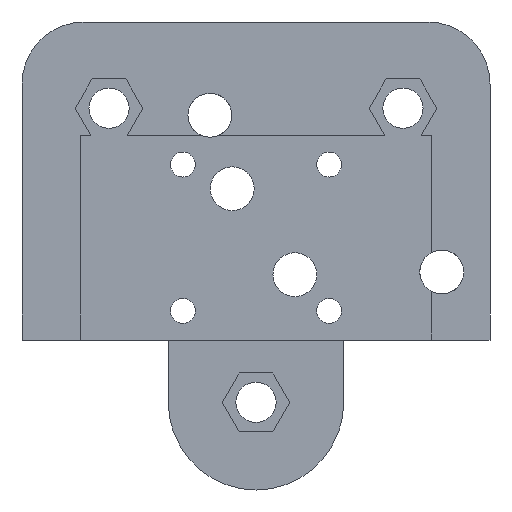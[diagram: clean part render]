
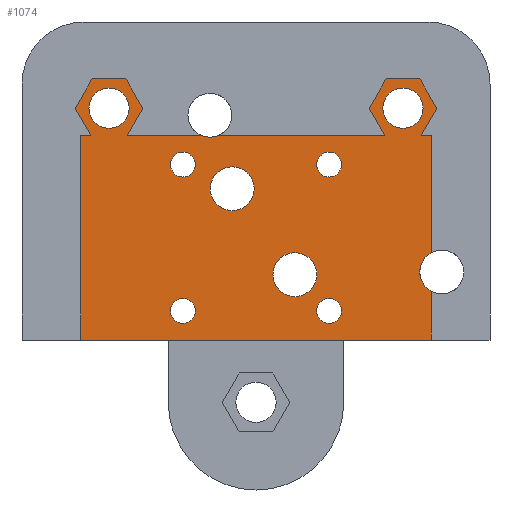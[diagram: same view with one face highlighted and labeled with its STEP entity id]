
A CAD part, front view. The second image highlights one B-rep face of the part: STEP entity #1074.
In plain terms, the highlighted planar face has unit normal (0, -1, 0).
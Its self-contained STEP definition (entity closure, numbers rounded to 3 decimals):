
#16=FACE_BOUND('',#168,.T.);
#17=FACE_BOUND('',#169,.T.);
#18=FACE_BOUND('',#170,.T.);
#19=FACE_BOUND('',#171,.T.);
#20=FACE_BOUND('',#172,.T.);
#21=FACE_BOUND('',#173,.T.);
#22=FACE_BOUND('',#174,.T.);
#23=FACE_BOUND('',#175,.T.);
#54=PLANE('',#1155);
#112=FACE_OUTER_BOUND('',#167,.T.);
#167=EDGE_LOOP('',(#845,#846,#847,#848,#849,#850,#851,#852,#853,#854,#855,
#856,#857,#858,#859,#860,#861,#862,#863,#864,#865,#866,#867));
#168=EDGE_LOOP('',(#868));
#169=EDGE_LOOP('',(#869));
#170=EDGE_LOOP('',(#870));
#171=EDGE_LOOP('',(#871));
#172=EDGE_LOOP('',(#872));
#173=EDGE_LOOP('',(#873));
#174=EDGE_LOOP('',(#874));
#175=EDGE_LOOP('',(#875));
#244=LINE('',#1593,#361);
#247=LINE('',#1599,#364);
#250=LINE('',#1605,#367);
#253=LINE('',#1611,#370);
#255=LINE('',#1616,#372);
#260=LINE('',#1626,#377);
#263=LINE('',#1632,#380);
#266=LINE('',#1638,#383);
#269=LINE('',#1644,#386);
#271=LINE('',#1649,#388);
#275=LINE('',#1656,#392);
#276=LINE('',#1659,#393);
#277=LINE('',#1661,#394);
#278=LINE('',#1663,#395);
#279=LINE('',#1665,#396);
#280=LINE('',#1667,#397);
#281=LINE('',#1673,#398);
#282=LINE('',#1674,#399);
#283=LINE('',#1676,#400);
#284=LINE('',#1679,#401);
#361=VECTOR('',#1295,10.);
#364=VECTOR('',#1300,10.);
#367=VECTOR('',#1305,10.);
#370=VECTOR('',#1310,10.);
#372=VECTOR('',#1314,10.);
#377=VECTOR('',#1321,10.);
#380=VECTOR('',#1326,10.);
#383=VECTOR('',#1331,10.);
#386=VECTOR('',#1336,10.);
#388=VECTOR('',#1340,10.);
#392=VECTOR('',#1346,10.);
#393=VECTOR('',#1349,10.);
#394=VECTOR('',#1350,10.);
#395=VECTOR('',#1351,10.);
#396=VECTOR('',#1352,10.);
#397=VECTOR('',#1353,10.);
#398=VECTOR('',#1358,10.);
#399=VECTOR('',#1359,10.);
#400=VECTOR('',#1360,10.);
#401=VECTOR('',#1363,10.);
#451=CIRCLE('',#1120,1.7);
#454=CIRCLE('',#1125,1.7);
#457=CIRCLE('',#1130,1.7);
#460=CIRCLE('',#1135,1.7);
#462=CIRCLE('',#1156,3.);
#463=CIRCLE('',#1157,3.);
#464=CIRCLE('',#1158,3.);
#465=CIRCLE('',#1159,2.75);
#466=CIRCLE('',#1160,2.75);
#467=CIRCLE('',#1161,3.);
#468=CIRCLE('',#1162,3.);
#487=VERTEX_POINT('',#1513);
#490=VERTEX_POINT('',#1523);
#493=VERTEX_POINT('',#1533);
#496=VERTEX_POINT('',#1543);
#511=VERTEX_POINT('',#1587);
#513=VERTEX_POINT('',#1591);
#515=VERTEX_POINT('',#1597);
#517=VERTEX_POINT('',#1603);
#519=VERTEX_POINT('',#1609);
#520=VERTEX_POINT('',#1613);
#523=VERTEX_POINT('',#1620);
#525=VERTEX_POINT('',#1624);
#527=VERTEX_POINT('',#1630);
#529=VERTEX_POINT('',#1636);
#531=VERTEX_POINT('',#1642);
#532=VERTEX_POINT('',#1646);
#535=VERTEX_POINT('',#1654);
#536=VERTEX_POINT('',#1658);
#537=VERTEX_POINT('',#1660);
#538=VERTEX_POINT('',#1662);
#539=VERTEX_POINT('',#1664);
#540=VERTEX_POINT('',#1666);
#541=VERTEX_POINT('',#1668);
#542=VERTEX_POINT('',#1670);
#543=VERTEX_POINT('',#1672);
#544=VERTEX_POINT('',#1675);
#545=VERTEX_POINT('',#1677);
#546=VERTEX_POINT('',#1680);
#547=VERTEX_POINT('',#1682);
#548=VERTEX_POINT('',#1684);
#549=VERTEX_POINT('',#1686);
#589=EDGE_CURVE('',#487,#487,#451,.T.);
#594=EDGE_CURVE('',#490,#490,#454,.T.);
#599=EDGE_CURVE('',#493,#493,#457,.T.);
#604=EDGE_CURVE('',#496,#496,#460,.T.);
#627=EDGE_CURVE('',#513,#511,#244,.T.);
#630=EDGE_CURVE('',#515,#513,#247,.T.);
#633=EDGE_CURVE('',#517,#515,#250,.T.);
#636=EDGE_CURVE('',#519,#517,#253,.T.);
#638=EDGE_CURVE('',#520,#519,#255,.T.);
#643=EDGE_CURVE('',#525,#523,#260,.T.);
#646=EDGE_CURVE('',#527,#525,#263,.T.);
#649=EDGE_CURVE('',#529,#527,#266,.T.);
#652=EDGE_CURVE('',#531,#529,#269,.T.);
#654=EDGE_CURVE('',#532,#531,#271,.T.);
#658=EDGE_CURVE('',#535,#520,#275,.T.);
#659=EDGE_CURVE('',#536,#535,#276,.T.);
#660=EDGE_CURVE('',#537,#536,#277,.T.);
#661=EDGE_CURVE('',#538,#537,#278,.T.);
#662=EDGE_CURVE('',#539,#538,#279,.T.);
#663=EDGE_CURVE('',#540,#539,#280,.T.);
#664=EDGE_CURVE('',#541,#540,#462,.T.);
#665=EDGE_CURVE('',#542,#541,#463,.T.);
#666=EDGE_CURVE('',#543,#542,#281,.T.);
#667=EDGE_CURVE('',#523,#543,#282,.T.);
#668=EDGE_CURVE('',#544,#532,#283,.T.);
#669=EDGE_CURVE('',#545,#544,#464,.T.);
#670=EDGE_CURVE('',#511,#545,#284,.T.);
#671=EDGE_CURVE('',#546,#546,#465,.T.);
#672=EDGE_CURVE('',#547,#547,#466,.T.);
#673=EDGE_CURVE('',#548,#548,#467,.T.);
#674=EDGE_CURVE('',#549,#549,#468,.T.);
#845=ORIENTED_EDGE('',*,*,#658,.F.);
#846=ORIENTED_EDGE('',*,*,#659,.F.);
#847=ORIENTED_EDGE('',*,*,#660,.F.);
#848=ORIENTED_EDGE('',*,*,#661,.F.);
#849=ORIENTED_EDGE('',*,*,#662,.F.);
#850=ORIENTED_EDGE('',*,*,#663,.F.);
#851=ORIENTED_EDGE('',*,*,#664,.F.);
#852=ORIENTED_EDGE('',*,*,#665,.F.);
#853=ORIENTED_EDGE('',*,*,#666,.F.);
#854=ORIENTED_EDGE('',*,*,#667,.F.);
#855=ORIENTED_EDGE('',*,*,#643,.F.);
#856=ORIENTED_EDGE('',*,*,#646,.F.);
#857=ORIENTED_EDGE('',*,*,#649,.F.);
#858=ORIENTED_EDGE('',*,*,#652,.F.);
#859=ORIENTED_EDGE('',*,*,#654,.F.);
#860=ORIENTED_EDGE('',*,*,#668,.F.);
#861=ORIENTED_EDGE('',*,*,#669,.F.);
#862=ORIENTED_EDGE('',*,*,#670,.F.);
#863=ORIENTED_EDGE('',*,*,#627,.F.);
#864=ORIENTED_EDGE('',*,*,#630,.F.);
#865=ORIENTED_EDGE('',*,*,#633,.F.);
#866=ORIENTED_EDGE('',*,*,#636,.F.);
#867=ORIENTED_EDGE('',*,*,#638,.F.);
#868=ORIENTED_EDGE('',*,*,#589,.T.);
#869=ORIENTED_EDGE('',*,*,#594,.T.);
#870=ORIENTED_EDGE('',*,*,#599,.T.);
#871=ORIENTED_EDGE('',*,*,#604,.T.);
#872=ORIENTED_EDGE('',*,*,#671,.F.);
#873=ORIENTED_EDGE('',*,*,#672,.F.);
#874=ORIENTED_EDGE('',*,*,#673,.F.);
#875=ORIENTED_EDGE('',*,*,#674,.F.);
#1074=ADVANCED_FACE('',(#112,#16,#17,#18,#19,#20,#21,#22,#23),#54,.T.);
#1120=AXIS2_PLACEMENT_3D('',#1515,#1218,#1219);
#1125=AXIS2_PLACEMENT_3D('',#1525,#1230,#1231);
#1130=AXIS2_PLACEMENT_3D('',#1535,#1242,#1243);
#1135=AXIS2_PLACEMENT_3D('',#1545,#1254,#1255);
#1155=AXIS2_PLACEMENT_3D('',#1657,#1347,#1348);
#1156=AXIS2_PLACEMENT_3D('',#1669,#1354,#1355);
#1157=AXIS2_PLACEMENT_3D('',#1671,#1356,#1357);
#1158=AXIS2_PLACEMENT_3D('',#1678,#1361,#1362);
#1159=AXIS2_PLACEMENT_3D('',#1681,#1364,#1365);
#1160=AXIS2_PLACEMENT_3D('',#1683,#1366,#1367);
#1161=AXIS2_PLACEMENT_3D('',#1685,#1368,#1369);
#1162=AXIS2_PLACEMENT_3D('',#1687,#1370,#1371);
#1218=DIRECTION('center_axis',(0.,1.,0.));
#1219=DIRECTION('ref_axis',(0.,0.,1.));
#1230=DIRECTION('center_axis',(0.,1.,0.));
#1231=DIRECTION('ref_axis',(0.,0.,1.));
#1242=DIRECTION('center_axis',(0.,1.,0.));
#1243=DIRECTION('ref_axis',(0.,0.,1.));
#1254=DIRECTION('center_axis',(0.,1.,0.));
#1255=DIRECTION('ref_axis',(0.,0.,1.));
#1295=DIRECTION('',(-0.5,0.,-0.866));
#1300=DIRECTION('',(0.5,0.,-0.866));
#1305=DIRECTION('',(1.,0.,0.));
#1310=DIRECTION('',(0.5,0.,0.866));
#1314=DIRECTION('',(-0.5,0.,0.866));
#1321=DIRECTION('',(-0.5,0.,-0.866));
#1326=DIRECTION('',(0.5,0.,-0.866));
#1331=DIRECTION('',(1.,0.,0.));
#1336=DIRECTION('',(0.5,0.,0.866));
#1340=DIRECTION('',(-0.5,0.,0.866));
#1346=DIRECTION('',(1.,0.,0.));
#1347=DIRECTION('center_axis',(0.,-1.,0.));
#1348=DIRECTION('ref_axis',(1.,0.,0.));
#1349=DIRECTION('',(0.,0.,1.));
#1350=DIRECTION('',(-1.,0.,0.));
#1351=DIRECTION('',(-1.,0.,0.));
#1352=DIRECTION('',(-1.,0.,0.));
#1353=DIRECTION('',(0.,0.,-1.));
#1354=DIRECTION('center_axis',(0.,-1.,0.));
#1355=DIRECTION('ref_axis',(1.,0.,0.));
#1356=DIRECTION('center_axis',(0.,-1.,0.));
#1357=DIRECTION('ref_axis',(1.,0.,0.));
#1358=DIRECTION('',(0.,0.,-1.));
#1359=DIRECTION('',(1.,0.,0.));
#1360=DIRECTION('',(1.,0.,0.));
#1361=DIRECTION('center_axis',(0.,-1.,0.));
#1362=DIRECTION('ref_axis',(1.,0.,0.));
#1363=DIRECTION('',(1.,0.,0.));
#1364=DIRECTION('center_axis',(0.,-1.,0.));
#1365=DIRECTION('ref_axis',(0.,0.,-1.));
#1366=DIRECTION('center_axis',(0.,-1.,0.));
#1367=DIRECTION('ref_axis',(0.,0.,-1.));
#1368=DIRECTION('center_axis',(0.,-1.,0.));
#1369=DIRECTION('ref_axis',(1.,0.,0.));
#1370=DIRECTION('center_axis',(0.,-1.,0.));
#1371=DIRECTION('ref_axis',(1.,0.,0.));
#1513=CARTESIAN_POINT('',(-10.,4.,10.8));
#1515=CARTESIAN_POINT('Origin',(-10.,4.,12.5));
#1523=CARTESIAN_POINT('',(10.,4.,30.8));
#1525=CARTESIAN_POINT('Origin',(10.,4.,32.5));
#1533=CARTESIAN_POINT('',(10.,4.,10.8));
#1535=CARTESIAN_POINT('Origin',(10.,4.,12.5));
#1543=CARTESIAN_POINT('',(-10.,4.,30.8));
#1545=CARTESIAN_POINT('Origin',(-10.,4.,32.5));
#1587=CARTESIAN_POINT('',(-17.626,4.,36.5));
#1591=CARTESIAN_POINT('',(-15.481,4.,40.215));
#1593=CARTESIAN_POINT('',(-17.791,4.,36.215));
#1597=CARTESIAN_POINT('',(-17.791,4.,44.215));
#1599=CARTESIAN_POINT('',(-15.481,4.,40.215));
#1603=CARTESIAN_POINT('',(-22.409,4.,44.215));
#1605=CARTESIAN_POINT('',(-17.791,4.,44.215));
#1609=CARTESIAN_POINT('',(-24.719,4.,40.215));
#1611=CARTESIAN_POINT('',(-22.409,4.,44.215));
#1613=CARTESIAN_POINT('',(-22.574,4.,36.5));
#1616=CARTESIAN_POINT('',(-24.719,4.,40.215));
#1620=CARTESIAN_POINT('',(22.574,4.,36.5));
#1624=CARTESIAN_POINT('',(24.719,4.,40.215));
#1626=CARTESIAN_POINT('',(22.409,4.,36.215));
#1630=CARTESIAN_POINT('',(22.409,4.,44.215));
#1632=CARTESIAN_POINT('',(24.719,4.,40.215));
#1636=CARTESIAN_POINT('',(17.791,4.,44.215));
#1638=CARTESIAN_POINT('',(22.409,4.,44.215));
#1642=CARTESIAN_POINT('',(15.481,4.,40.215));
#1644=CARTESIAN_POINT('',(17.791,4.,44.215));
#1646=CARTESIAN_POINT('',(17.626,4.,36.5));
#1649=CARTESIAN_POINT('',(15.481,4.,40.215));
#1654=CARTESIAN_POINT('',(-24.,4.,36.5));
#1656=CARTESIAN_POINT('',(-24.,4.,36.5));
#1657=CARTESIAN_POINT('Origin',(0.,4.,20.));
#1658=CARTESIAN_POINT('',(-24.,4.,8.5));
#1659=CARTESIAN_POINT('',(-24.,4.,8.5));
#1660=CARTESIAN_POINT('',(-12.,4.,8.5));
#1661=CARTESIAN_POINT('',(-6.,4.,8.5));
#1662=CARTESIAN_POINT('',(12.,4.,8.5));
#1663=CARTESIAN_POINT('',(24.,4.,8.5));
#1664=CARTESIAN_POINT('',(24.,4.,8.5));
#1665=CARTESIAN_POINT('',(16.,4.,8.5));
#1666=CARTESIAN_POINT('',(24.,4.,15.162));
#1667=CARTESIAN_POINT('',(24.,4.,36.5));
#1668=CARTESIAN_POINT('',(22.4,4.,17.815));
#1669=CARTESIAN_POINT('Origin',(25.4,4.,17.815));
#1670=CARTESIAN_POINT('',(24.,4.,20.468));
#1671=CARTESIAN_POINT('Origin',(25.4,4.,17.815));
#1672=CARTESIAN_POINT('',(24.,4.,36.5));
#1673=CARTESIAN_POINT('',(24.,4.,36.5));
#1674=CARTESIAN_POINT('',(-24.,4.,36.5));
#1675=CARTESIAN_POINT('',(-5.101,4.,36.5));
#1676=CARTESIAN_POINT('',(-24.,4.,36.5));
#1677=CARTESIAN_POINT('',(-7.499,4.,36.5));
#1678=CARTESIAN_POINT('Origin',(-6.3,4.,39.25));
#1679=CARTESIAN_POINT('',(-24.,4.,36.5));
#1680=CARTESIAN_POINT('',(-20.1,4.,42.965));
#1681=CARTESIAN_POINT('Origin',(-20.1,4.,40.215));
#1682=CARTESIAN_POINT('',(20.1,4.,42.965));
#1683=CARTESIAN_POINT('Origin',(20.1,4.,40.215));
#1684=CARTESIAN_POINT('',(-6.25,4.,29.2));
#1685=CARTESIAN_POINT('Origin',(-3.25,4.,29.2));
#1686=CARTESIAN_POINT('',(2.32,4.,17.45));
#1687=CARTESIAN_POINT('Origin',(5.32,4.,17.45));
